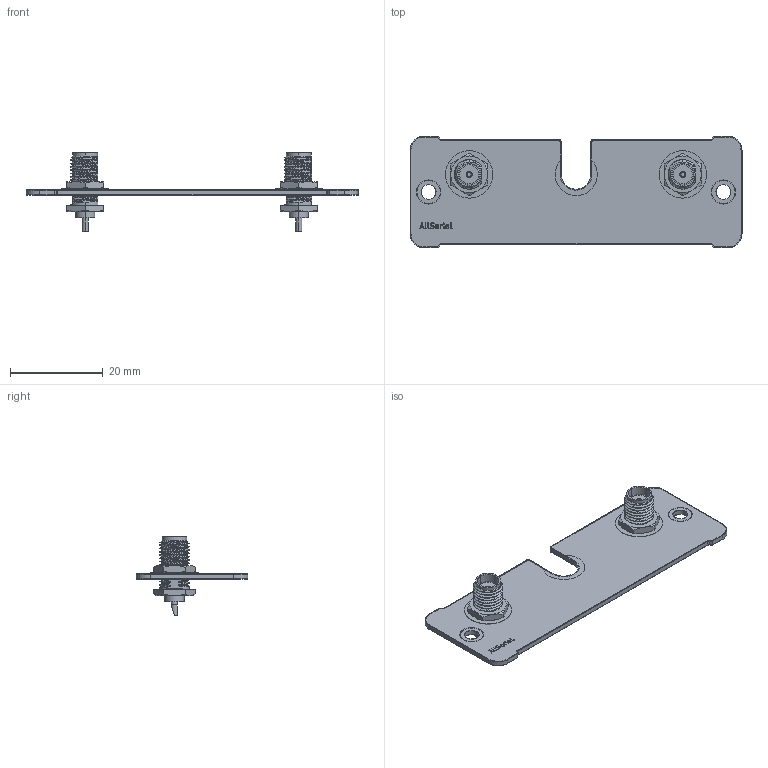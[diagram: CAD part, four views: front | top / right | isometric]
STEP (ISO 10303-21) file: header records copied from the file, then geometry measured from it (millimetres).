
FILE_DESCRIPTION(('KiCad electronic assembly'),'2;1');
FILE_NAME('AllSerial Digi XBee Front.step','2025-07-09T21:09:22',( 'Pcbnew'),('Kicad'),'Open CASCADE STEP processor 7.8', 'KiCad to STEP converter','Unknown');
FILE_SCHEMA(('AUTOMOTIVE_DESIGN { 1 0 10303 214 1 1 1 1 }'));
Length unit declared in the file: millimetre
Products named in the file (6): AllSerial Digi XBee Front 1; 1053072-1; AllSerial Digi XBee Front_copper; AllSerial Digi XBee Front_pad; AllSerial Digi XBee Front_soldermask; AllSerial Digi XBee Front_PCB
Assembly tree (6 placements, depth 2):
  AllSerial Digi XBee Front 1
    1053072-1  x2
    AllSerial Digi XBee Front_copper
    AllSerial Digi XBee Front_pad
    AllSerial Digi XBee Front_soldermask
    AllSerial Digi XBee Front_PCB
Bounding box: 71.5 x 24 x 16.97 mm (x, y, z)
Volume: 2451.4 mm3; surface area: 13466.8 mm2
Topology: 17 solids, 22 shells, 579 faces, 1888 edges, 1364 vertices
Faces by surface type: plane 220, cylinder 187, bspline 112, cone 60
Full cylindrical faces by diameter (mm): 0.712 x6, 0.762 x2, 3.15 x6, 3.2 x8, 5 x4, 9 x4
Entity records: 34982 total; most frequent: CARTESIAN_POINT 22791, ORIENTED_EDGE 2488, DIRECTION 2207, EDGE_CURVE 1435, VERTEX_POINT 1073, LINE 845, VECTOR 845, AXIS2_PLACEMENT_3D 681
